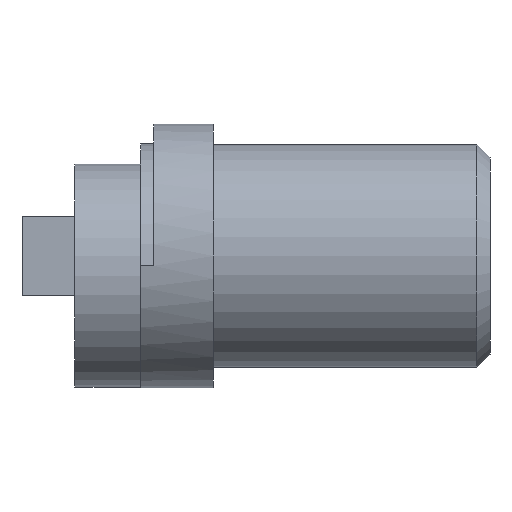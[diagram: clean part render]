
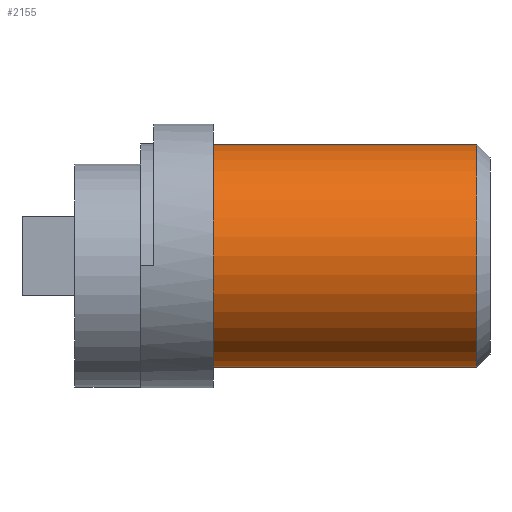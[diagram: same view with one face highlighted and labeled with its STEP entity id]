
A CAD part, left-side view. The second image highlights one B-rep face of the part: STEP entity #2155.
In plain terms, the highlighted cylindrical face has radius 8.45 mm (diameter 16.9 mm), a partial arc.
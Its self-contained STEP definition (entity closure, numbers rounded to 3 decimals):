
#80 = VERTEX_POINT ( 'NONE', #591 ) ;
#176 = DIRECTION ( 'NONE',  ( 0., 0., 1. ) ) ;
#193 = DIRECTION ( 'NONE',  ( 0., 1., 0. ) ) ;
#251 = EDGE_CURVE ( 'NONE', #2525, #1409, #576, .T. ) ;
#393 = FACE_OUTER_BOUND ( 'NONE', #2606, .T. ) ;
#409 = CYLINDRICAL_SURFACE ( 'NONE', #2424, 8.45 ) ;
#576 = CIRCLE ( 'NONE', #2248, 8.45 ) ;
#591 = CARTESIAN_POINT ( 'NONE',  ( 0., 21., 8.45 ) ) ;
#667 = CARTESIAN_POINT ( 'NONE',  ( 0., 1., -8.45 ) ) ;
#736 = DIRECTION ( 'NONE',  ( 0., 1., 0. ) ) ;
#796 = VERTEX_POINT ( 'NONE', #3205 ) ;
#875 = VECTOR ( 'NONE', #2483, 1000. ) ;
#1158 = CARTESIAN_POINT ( 'NONE',  ( 0., 1., 8.45 ) ) ;
#1216 = ORIENTED_EDGE ( 'NONE', *, *, #3242, .F. ) ;
#1409 = VERTEX_POINT ( 'NONE', #1158 ) ;
#1508 = LINE ( 'NONE', #2031, #875 ) ;
#1942 = DIRECTION ( 'NONE',  ( 0., 0., 1. ) ) ;
#2031 = CARTESIAN_POINT ( 'NONE',  ( 0., 21., -8.45 ) ) ;
#2033 = CIRCLE ( 'NONE', #2735, 8.45 ) ;
#2039 = DIRECTION ( 'NONE',  ( 0., -1., 0. ) ) ;
#2076 = CARTESIAN_POINT ( 'NONE',  ( 0., 21., 8.45 ) ) ;
#2122 = ORIENTED_EDGE ( 'NONE', *, *, #251, .T. ) ;
#2155 = ADVANCED_FACE ( 'NONE', ( #393 ), #409, .T. ) ;
#2184 = ORIENTED_EDGE ( 'NONE', *, *, #2980, .F. ) ;
#2248 = AXIS2_PLACEMENT_3D ( 'NONE', #3000, #193, #176 ) ;
#2372 = DIRECTION ( 'NONE',  ( 0., -1., 0. ) ) ;
#2390 = CARTESIAN_POINT ( 'NONE',  ( 0., 21., 0. ) ) ;
#2424 = AXIS2_PLACEMENT_3D ( 'NONE', #2390, #2372, #2894 ) ;
#2483 = DIRECTION ( 'NONE',  ( 0., -1., 0. ) ) ;
#2489 = CARTESIAN_POINT ( 'NONE',  ( 0., 21., 0. ) ) ;
#2525 = VERTEX_POINT ( 'NONE', #667 ) ;
#2553 = ORIENTED_EDGE ( 'NONE', *, *, #2822, .T. ) ;
#2606 = EDGE_LOOP ( 'NONE', ( #2184, #1216, #2553, #2122 ) ) ;
#2735 = AXIS2_PLACEMENT_3D ( 'NONE', #2489, #736, #1942 ) ;
#2793 = LINE ( 'NONE', #2076, #3256 ) ;
#2822 = EDGE_CURVE ( 'NONE', #796, #2525, #1508, .T. ) ;
#2894 = DIRECTION ( 'NONE',  ( 0., 0., -1. ) ) ;
#2980 = EDGE_CURVE ( 'NONE', #80, #1409, #2793, .T. ) ;
#3000 = CARTESIAN_POINT ( 'NONE',  ( 0., 1., 0. ) ) ;
#3205 = CARTESIAN_POINT ( 'NONE',  ( 0., 21., -8.45 ) ) ;
#3242 = EDGE_CURVE ( 'NONE', #796, #80, #2033, .T. ) ;
#3256 = VECTOR ( 'NONE', #2039, 1000. ) ;
